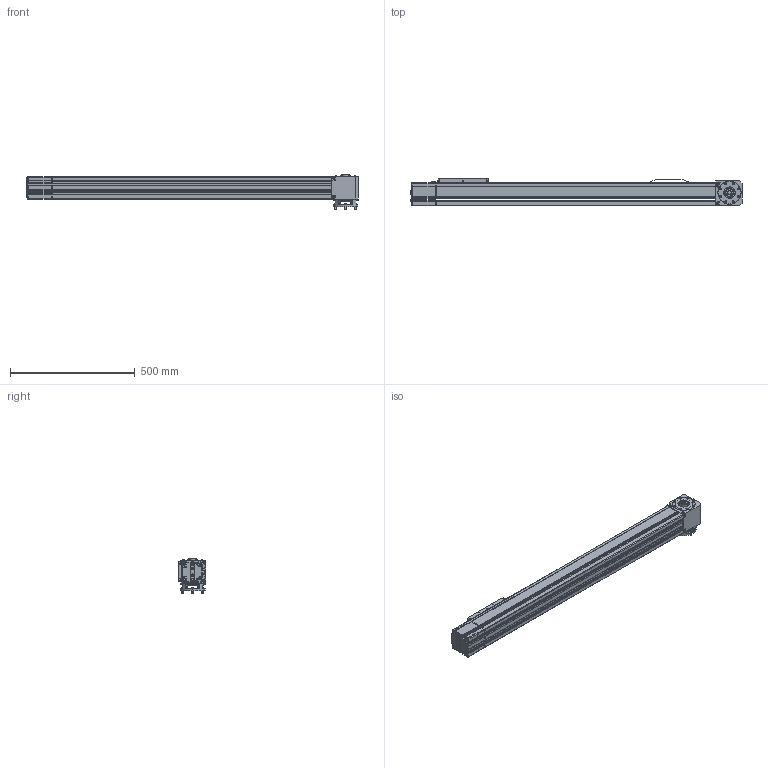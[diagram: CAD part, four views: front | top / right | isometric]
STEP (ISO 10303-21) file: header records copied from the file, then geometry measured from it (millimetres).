
FILE_DESCRIPTION (( 'STEP AP203' ), '1' );
FILE_NAME ('811.HHW.XXXX.STEP', '2016-12-12T14:42:19', ( 'Utente' ), ( '' ), 'SwSTEP 2.0', 'SolidWorks 2016', '' );
FILE_SCHEMA (( 'CONFIG_CONTROL_DESIGN' ));
Length unit declared in the file: millimetre
Products named in the file (1): 811.HHW.XXXX
Bounding box: 1329.75 x 110 x 140.9 mm (x, y, z)
Surface area: 729221 mm2 (no closed solid volume)
Topology: 0 solids, 139 shells, 1267 faces, 5191 edges, 3974 vertices
Faces by surface type: plane 659, cylinder 489, torus 71, cone 48
Entity records: 55774 total; most frequent: CARTESIAN_POINT 12631, DIRECTION 9418, ORIENTED_EDGE 7503, EDGE_CURVE 5191, VERTEX_POINT 3974, AXIS2_PLACEMENT_3D 3213, LINE 2992, VECTOR 2992
